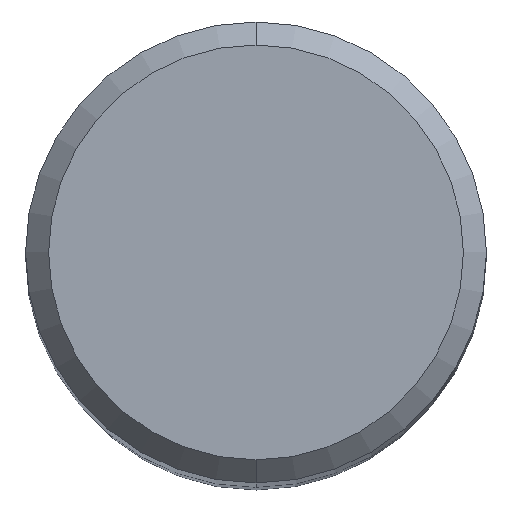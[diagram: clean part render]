
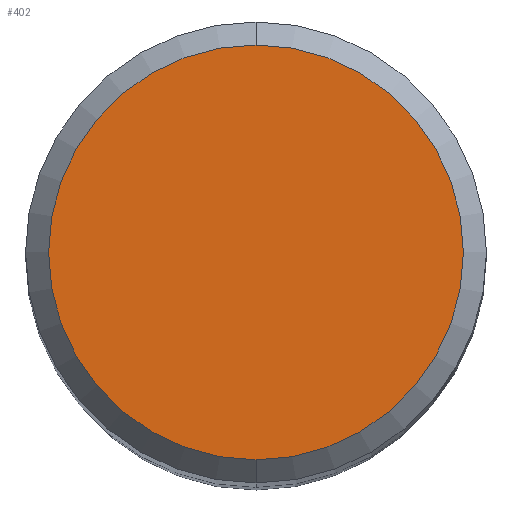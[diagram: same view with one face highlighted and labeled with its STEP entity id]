
A CAD part, top view. The second image highlights one B-rep face of the part: STEP entity #402.
In plain terms, the highlighted planar face has unit normal (0, 0, 1).
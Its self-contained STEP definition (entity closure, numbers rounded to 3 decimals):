
#198=VERTEX_POINT('',#500);
#396=EDGE_CURVE('',#410,#198,#719,.T.);
#402=ADVANCED_FACE('',(#726),#727,.T.);
#410=VERTEX_POINT('',#736);
#416=EDGE_CURVE('',#198,#410,#743,.T.);
#500=CARTESIAN_POINT('',(0.0,5.4,0.0));
#719=CIRCLE('',#1327,5.4);
#726=FACE_OUTER_BOUND('',#1334,.T.);
#727=PLANE('',#1335);
#736=CARTESIAN_POINT('',(0.,-5.4,0.0));
#743=CIRCLE('',#1379,5.4);
#1327=AXIS2_PLACEMENT_3D('',#1743,#1744,#1745);
#1334=EDGE_LOOP('',(#1754,#1755));
#1335=AXIS2_PLACEMENT_3D('',#1756,#1757,#1758);
#1379=AXIS2_PLACEMENT_3D('',#1782,#1783,#1784);
#1743=CARTESIAN_POINT('',(0.0,0.0,0.0));
#1744=DIRECTION('',(0.0,0.0,-1.0));
#1745=DIRECTION('',(0.0,1.0,0.0));
#1754=ORIENTED_EDGE('',*,*,#416,.F.);
#1755=ORIENTED_EDGE('',*,*,#396,.F.);
#1756=CARTESIAN_POINT('',(0.0,2.7,0.0));
#1757=DIRECTION('',(-0.0,0.0,1.0));
#1758=DIRECTION('',(0.0,-1.0,0.0));
#1782=CARTESIAN_POINT('',(0.0,0.0,0.0));
#1783=DIRECTION('',(0.0,0.0,-1.0));
#1784=DIRECTION('',(0.0,1.0,0.0));
